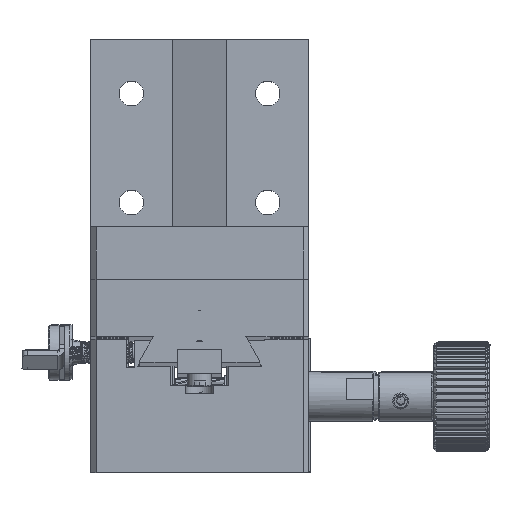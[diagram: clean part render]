
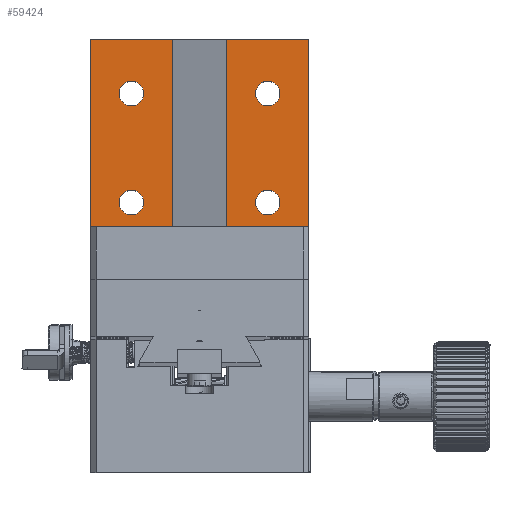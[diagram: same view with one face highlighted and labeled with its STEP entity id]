
A CAD part, top view. The second image highlights one B-rep face of the part: STEP entity #59424.
In plain terms, the highlighted planar face has unit normal (0, 0, 1).
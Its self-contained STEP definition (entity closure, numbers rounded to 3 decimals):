
#2043 = DIRECTION ( 'NONE',  ( -1., 0., 0. ) ) ;
#2346 = VERTEX_POINT ( 'NONE', #98202 ) ;
#2611 = ORIENTED_EDGE ( 'NONE', *, *, #136138, .T. ) ;
#5790 = VERTEX_POINT ( 'NONE', #116995 ) ;
#8518 = CARTESIAN_POINT ( 'NONE',  ( -10.231, 28.508, -240. ) ) ;
#11538 = LINE ( 'NONE', #235250, #175585 ) ;
#12220 = EDGE_CURVE ( 'NONE', #148665, #108140, #11538, .T. ) ;
#13563 = CARTESIAN_POINT ( 'NONE',  ( -30.231, -6.492, -240. ) ) ;
#13950 = DIRECTION ( 'NONE',  ( -1., 0., 0. ) ) ;
#14331 = CIRCLE ( 'NONE', #104122, 2.25 ) ;
#15985 = DIRECTION ( 'NONE',  ( 0., 0., 1. ) ) ;
#21996 = CARTESIAN_POINT ( 'NONE',  ( -24.981, 8.508, -240. ) ) ;
#22336 = CARTESIAN_POINT ( 'NONE',  ( -22.731, 8.508, -240. ) ) ;
#22489 = AXIS2_PLACEMENT_3D ( 'NONE', #127654, #202297, #34808 ) ;
#25002 = DIRECTION ( 'NONE',  ( -1., 0., 0. ) ) ;
#26469 = AXIS2_PLACEMENT_3D ( 'NONE', #213223, #158158, #25002 ) ;
#26538 = VECTOR ( 'NONE', #177694, 1000. ) ;
#27576 = CARTESIAN_POINT ( 'NONE',  ( -22.731, -1.492, -240. ) ) ;
#31889 = FACE_OUTER_BOUND ( 'NONE', #233546, .T. ) ;
#32094 = LINE ( 'NONE', #232654, #46552 ) ;
#33369 = CARTESIAN_POINT ( 'NONE',  ( 9.769, -6.492, -240. ) ) ;
#34698 = DIRECTION ( 'NONE',  ( -1., 0., 0. ) ) ;
#34808 = DIRECTION ( 'NONE',  ( -1., 0., 0. ) ) ;
#35763 = EDGE_CURVE ( 'NONE', #122226, #122226, #162315, .T. ) ;
#35939 = EDGE_LOOP ( 'NONE', ( #239711 ) ) ;
#41519 = VERTEX_POINT ( 'NONE', #21996 ) ;
#44205 = CARTESIAN_POINT ( 'NONE',  ( -12.481, 8.508, -240. ) ) ;
#45065 = AXIS2_PLACEMENT_3D ( 'NONE', #208352, #154492, #188803 ) ;
#46552 = VECTOR ( 'NONE', #140884, 1000. ) ;
#51406 = FACE_BOUND ( 'NONE', #129864, .T. ) ;
#54071 = AXIS2_PLACEMENT_3D ( 'NONE', #27576, #102101, #231765 ) ;
#54234 = CARTESIAN_POINT ( 'NONE',  ( 2.269, 8.508, -240. ) ) ;
#59424 = ADVANCED_FACE ( 'NONE', ( #31889, #51406, #106409, #141888, #199361, #216500, #183465, #234867, #218930 ), #181036, .T. ) ;
#60629 = CARTESIAN_POINT ( 'NONE',  ( -10.231, 8.508, -240. ) ) ;
#61674 = AXIS2_PLACEMENT_3D ( 'NONE', #54234, #166693, #34698 ) ;
#63506 = DIRECTION ( 'NONE',  ( 0., 0., -1. ) ) ;
#73890 = DIRECTION ( 'NONE',  ( 1., 0., 0. ) ) ;
#77007 = AXIS2_PLACEMENT_3D ( 'NONE', #60629, #209812, #2043 ) ;
#79858 = VECTOR ( 'NONE', #73890, 1000. ) ;
#83039 = DIRECTION ( 'NONE',  ( -1., 0., 0. ) ) ;
#88066 = DIRECTION ( 'NONE',  ( 1., 0., 0. ) ) ;
#91034 = CARTESIAN_POINT ( 'NONE',  ( -30.231, 38.508, -240. ) ) ;
#97344 = ORIENTED_EDGE ( 'NONE', *, *, #235957, .T. ) ;
#98202 = CARTESIAN_POINT ( 'NONE',  ( -30.231, -6.492, -240. ) ) ;
#99207 = CARTESIAN_POINT ( 'NONE',  ( 0.019, 8.508, -240. ) ) ;
#100990 = CIRCLE ( 'NONE', #54071, 2.25 ) ;
#102101 = DIRECTION ( 'NONE',  ( 0., 0., -1. ) ) ;
#102549 = ORIENTED_EDGE ( 'NONE', *, *, #112933, .T. ) ;
#104122 = AXIS2_PLACEMENT_3D ( 'NONE', #8518, #63506, #83039 ) ;
#104302 = EDGE_CURVE ( 'NONE', #201129, #148665, #233957, .T. ) ;
#106409 = FACE_BOUND ( 'NONE', #35939, .T. ) ;
#108140 = VERTEX_POINT ( 'NONE', #91034 ) ;
#109740 = VERTEX_POINT ( 'NONE', #216211 ) ;
#110302 = EDGE_LOOP ( 'NONE', ( #151861 ) ) ;
#111843 = EDGE_LOOP ( 'NONE', ( #117635 ) ) ;
#112381 = ORIENTED_EDGE ( 'NONE', *, *, #104302, .T. ) ;
#112933 = EDGE_CURVE ( 'NONE', #125016, #125016, #100990, .T. ) ;
#114538 = EDGE_CURVE ( 'NONE', #108140, #2346, #32094, .T. ) ;
#114573 = VERTEX_POINT ( 'NONE', #227093 ) ;
#116995 = CARTESIAN_POINT ( 'NONE',  ( 0.019, 28.508, -240. ) ) ;
#117635 = ORIENTED_EDGE ( 'NONE', *, *, #238585, .T. ) ;
#122226 = VERTEX_POINT ( 'NONE', #179730 ) ;
#122322 = VERTEX_POINT ( 'NONE', #44205 ) ;
#124071 = CIRCLE ( 'NONE', #61674, 2.25 ) ;
#125016 = VERTEX_POINT ( 'NONE', #184940 ) ;
#127654 = CARTESIAN_POINT ( 'NONE',  ( 2.269, -1.492, -240. ) ) ;
#129864 = EDGE_LOOP ( 'NONE', ( #196734 ) ) ;
#130513 = EDGE_LOOP ( 'NONE', ( #102549 ) ) ;
#131857 = CIRCLE ( 'NONE', #26469, 2.25 ) ;
#136138 = EDGE_CURVE ( 'NONE', #2346, #201129, #220639, .T. ) ;
#136731 = ORIENTED_EDGE ( 'NONE', *, *, #35763, .T. ) ;
#140884 = DIRECTION ( 'NONE',  ( 0., -1., 0. ) ) ;
#141888 = FACE_BOUND ( 'NONE', #130513, .T. ) ;
#148665 = VERTEX_POINT ( 'NONE', #227230 ) ;
#150394 = EDGE_CURVE ( 'NONE', #122322, #122322, #190311, .T. ) ;
#150909 = EDGE_CURVE ( 'NONE', #177412, #177412, #124071, .T. ) ;
#151861 = ORIENTED_EDGE ( 'NONE', *, *, #185106, .T. ) ;
#154492 = DIRECTION ( 'NONE',  ( 0., 0., -1. ) ) ;
#158158 = DIRECTION ( 'NONE',  ( 0., 0., -1. ) ) ;
#160036 = EDGE_LOOP ( 'NONE', ( #97344 ) ) ;
#162315 = CIRCLE ( 'NONE', #45065, 2.25 ) ;
#166693 = DIRECTION ( 'NONE',  ( 0., 0., -1. ) ) ;
#175585 = VECTOR ( 'NONE', #13950, 1000. ) ;
#177412 = VERTEX_POINT ( 'NONE', #99207 ) ;
#177652 = AXIS2_PLACEMENT_3D ( 'NONE', #13563, #15985, #88066 ) ;
#177694 = DIRECTION ( 'NONE',  ( 0., 1., 0. ) ) ;
#179730 = CARTESIAN_POINT ( 'NONE',  ( -24.981, 28.508, -240. ) ) ;
#181036 = PLANE ( 'NONE',  #177652 ) ;
#181305 = CIRCLE ( 'NONE', #200840, 2.25 ) ;
#181674 = EDGE_LOOP ( 'NONE', ( #188917 ) ) ;
#183465 = FACE_BOUND ( 'NONE', #197302, .T. ) ;
#183971 = CARTESIAN_POINT ( 'NONE',  ( -30.231, -6.492, -240. ) ) ;
#184940 = CARTESIAN_POINT ( 'NONE',  ( -24.981, -1.492, -240. ) ) ;
#185106 = EDGE_CURVE ( 'NONE', #41519, #41519, #181305, .T. ) ;
#188803 = DIRECTION ( 'NONE',  ( -1., 0., 0. ) ) ;
#188917 = ORIENTED_EDGE ( 'NONE', *, *, #150909, .T. ) ;
#190311 = CIRCLE ( 'NONE', #77007, 2.25 ) ;
#196734 = ORIENTED_EDGE ( 'NONE', *, *, #208124, .T. ) ;
#197302 = EDGE_LOOP ( 'NONE', ( #136731 ) ) ;
#199361 = FACE_BOUND ( 'NONE', #160036, .T. ) ;
#200840 = AXIS2_PLACEMENT_3D ( 'NONE', #22336, #210575, #209362 ) ;
#201129 = VERTEX_POINT ( 'NONE', #211528 ) ;
#202297 = DIRECTION ( 'NONE',  ( 0., 0., -1. ) ) ;
#208124 = EDGE_CURVE ( 'NONE', #109740, #109740, #14331, .T. ) ;
#208352 = CARTESIAN_POINT ( 'NONE',  ( -22.731, 28.508, -240. ) ) ;
#209362 = DIRECTION ( 'NONE',  ( -1., 0., 0. ) ) ;
#209812 = DIRECTION ( 'NONE',  ( 0., 0., -1. ) ) ;
#210575 = DIRECTION ( 'NONE',  ( 0., 0., -1. ) ) ;
#211528 = CARTESIAN_POINT ( 'NONE',  ( 9.769, -6.492, -240. ) ) ;
#213223 = CARTESIAN_POINT ( 'NONE',  ( 2.269, 28.508, -240. ) ) ;
#216211 = CARTESIAN_POINT ( 'NONE',  ( -12.481, 28.508, -240. ) ) ;
#216500 = FACE_BOUND ( 'NONE', #110302, .T. ) ;
#218930 = FACE_BOUND ( 'NONE', #181674, .T. ) ;
#220639 = LINE ( 'NONE', #183971, #79858 ) ;
#221586 = CIRCLE ( 'NONE', #22489, 2.25 ) ;
#227093 = CARTESIAN_POINT ( 'NONE',  ( 0.019, -1.492, -240. ) ) ;
#227230 = CARTESIAN_POINT ( 'NONE',  ( 9.769, 38.508, -240. ) ) ;
#229537 = ORIENTED_EDGE ( 'NONE', *, *, #12220, .T. ) ;
#231765 = DIRECTION ( 'NONE',  ( -1., 0., 0. ) ) ;
#232654 = CARTESIAN_POINT ( 'NONE',  ( -30.231, -6.492, -240. ) ) ;
#233546 = EDGE_LOOP ( 'NONE', ( #234197, #2611, #112381, #229537 ) ) ;
#233957 = LINE ( 'NONE', #33369, #26538 ) ;
#234197 = ORIENTED_EDGE ( 'NONE', *, *, #114538, .T. ) ;
#234867 = FACE_BOUND ( 'NONE', #111843, .T. ) ;
#235250 = CARTESIAN_POINT ( 'NONE',  ( -30.231, 38.508, -240. ) ) ;
#235957 = EDGE_CURVE ( 'NONE', #114573, #114573, #221586, .T. ) ;
#238585 = EDGE_CURVE ( 'NONE', #5790, #5790, #131857, .T. ) ;
#239711 = ORIENTED_EDGE ( 'NONE', *, *, #150394, .T. ) ;
